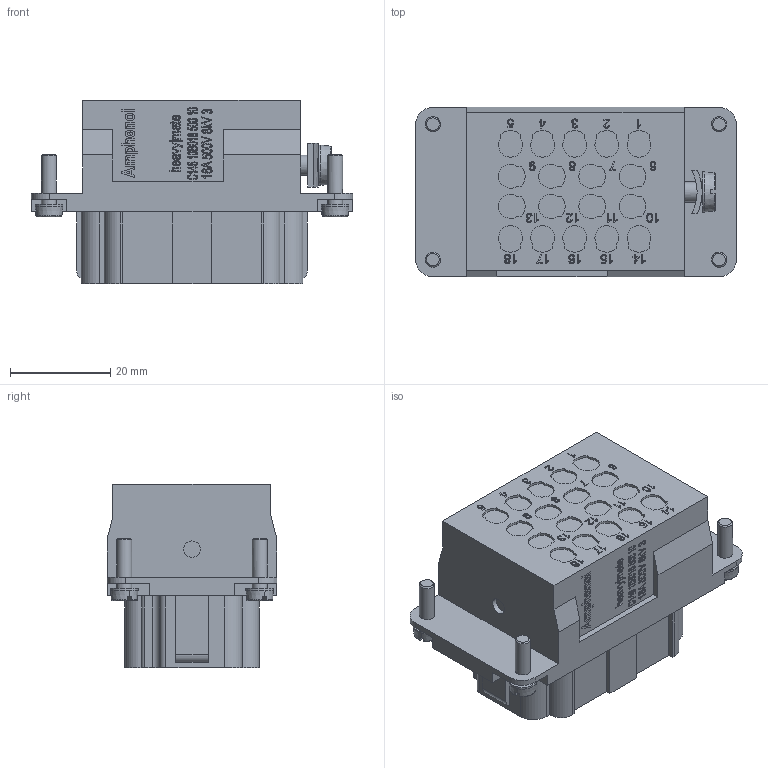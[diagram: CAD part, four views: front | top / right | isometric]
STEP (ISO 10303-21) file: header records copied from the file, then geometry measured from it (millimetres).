
FILE_DESCRIPTION(/* description */ (''),/* implementation_level */ '2;1');
FILE_NAME(/* name */ 'c146 10b018 500 10c3d001-02_neu.stp',/* time_stamp */ '2018-06-21T11:23:02+02:00',/* author */ (''),/* organization */ (''),/* preprocessor_version */ 'ST-DEVELOPER v16',/* originating_system */ 'SIEMENS PLM Software NX 11.0',/* authorisation */ '');
FILE_SCHEMA (('AP203_CONFIGURATION_CONTROLLED_3D_DESIGN_OF_MECHANICAL_PARTS_AND_ASSEMBLIES_MIM_LF { 1 0 10303 403 2 1 2}'));
Length unit declared in the file: millimetre
Products named in the file (1): 13245nxs001-01
Bounding box: 64 x 33.8 x 36.52 mm (x, y, z)
Volume: 47169.3 mm3; surface area: 12357.3 mm2
Topology: 1 solids, 1 shells, 1276 faces, 3230 edges, 2152 vertices
Faces by surface type: plane 801, extrusion 309, cylinder 108, cone 48, torus 8, bspline 2
Full cylindrical faces by diameter (mm): 2.8 x18, 3 x8, 3.3 x1, 4 x2, 5 x18, 5.5 x4, 8 x1
Entity records: 45694 total; most frequent: CARTESIAN_POINT 16539, ORIENTED_EDGE 6280, DIRECTION 4852, EDGE_CURVE 3140, VECTOR 2378, VERTEX_POINT 2136, LINE 2069, EDGE_LOOP 1546
